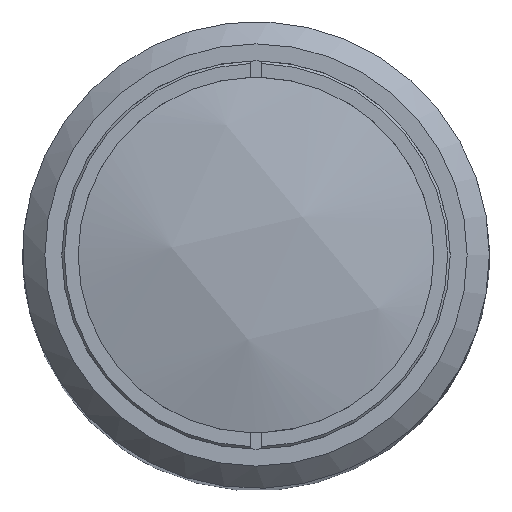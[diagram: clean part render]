
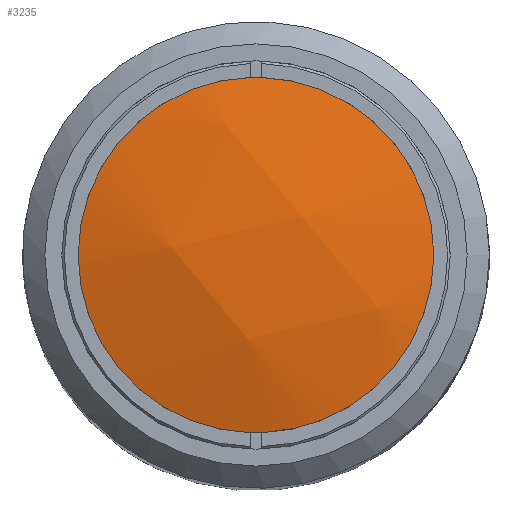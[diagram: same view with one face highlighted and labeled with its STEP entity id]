
A CAD part, top view. The second image highlights one B-rep face of the part: STEP entity #3235.
In plain terms, the highlighted spherical face has radius 53.58 mm.
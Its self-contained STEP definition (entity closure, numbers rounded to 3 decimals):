
#13=SPHERICAL_SURFACE('',#3511,53.58);
#806=FACE_OUTER_BOUND('',#1016,.T.);
#1016=EDGE_LOOP('',(#2606));
#1081=CIRCLE('',#3287,15.999);
#1184=VERTEX_POINT('',#4410);
#1473=EDGE_CURVE('',#1184,#1184,#1081,.T.);
#2606=ORIENTED_EDGE('',*,*,#1473,.T.);
#3235=ADVANCED_FACE('',(#806),#13,.T.);
#3287=AXIS2_PLACEMENT_3D('',#4411,#3590,#3591);
#3511=AXIS2_PLACEMENT_3D('',#6304,#4158,#4159);
#3590=DIRECTION('center_axis',(0.,0.,1.));
#3591=DIRECTION('ref_axis',(0.,1.,0.));
#4158=DIRECTION('center_axis',(-0.77,-0.638,0.));
#4159=DIRECTION('ref_axis',(0.,0.,
-1.));
#4410=CARTESIAN_POINT('',(0.,-15.999,122.7));
#4411=CARTESIAN_POINT('Origin',(0.,0.,
122.7));
#6304=CARTESIAN_POINT('Origin',(0.,0.,
71.565));
